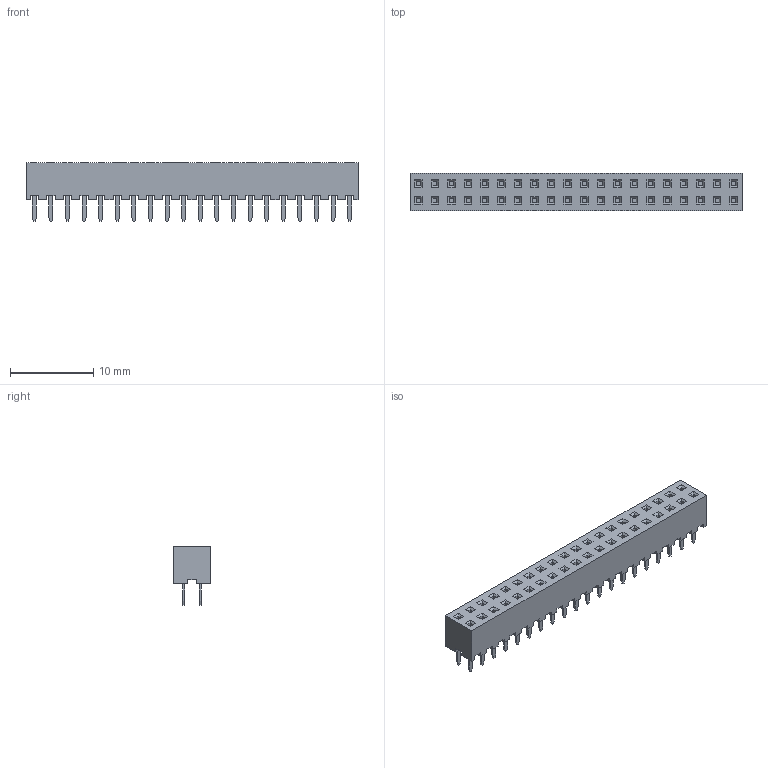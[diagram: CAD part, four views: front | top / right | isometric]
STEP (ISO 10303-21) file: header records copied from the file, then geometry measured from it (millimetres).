
FILE_DESCRIPTION (( 'STEP AP214' ), '1' );
FILE_NAME ('HDR2.0 2x20 H4.3.STEP', '2022-08-22T01:10:22', ( '' ), ( '' ), 'SwSTEP 2.0', 'SolidWorks 2021', '' );
FILE_SCHEMA (( 'AUTOMOTIVE_DESIGN' ));
Length unit declared in the file: millimetre
Products named in the file (1): HDR2.0 2x20 H4.3
Bounding box: 40 x 4.5 x 7.1 mm (x, y, z)
Volume: 729.8 mm3; surface area: 1268.3 mm2
Topology: 1 solids, 1 shells, 810 faces, 2024 edges, 1296 vertices
Faces by surface type: plane 810
Entity records: 26522 total; most frequent: CARTESIAN_POINT 4131, ORIENTED_EDGE 4048, DIRECTION 3646, EDGE_CURVE 2024, LINE 2024, VECTOR 2024, VERTEX_POINT 1296, EDGE_LOOP 890
